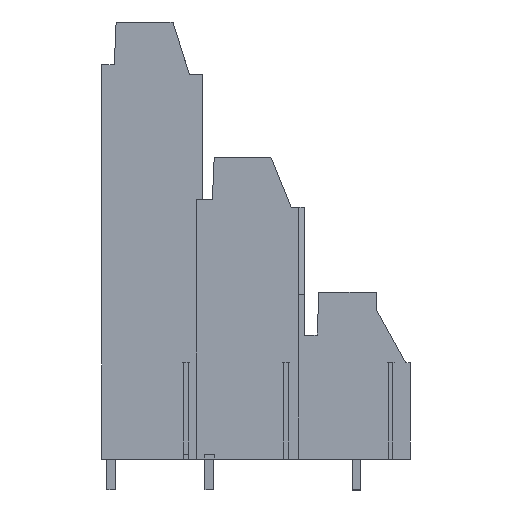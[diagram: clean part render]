
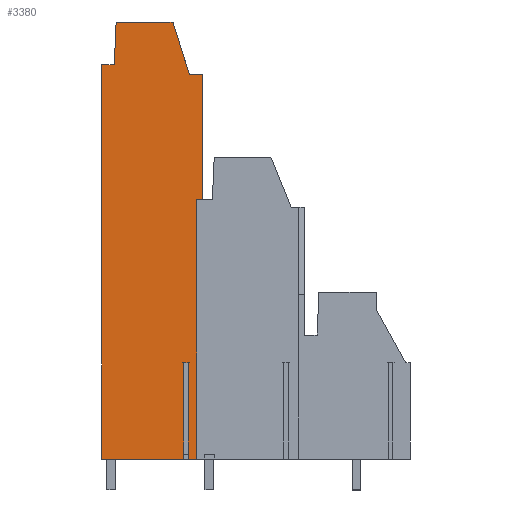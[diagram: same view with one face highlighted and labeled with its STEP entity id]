
A CAD part, left-side view. The second image highlights one B-rep face of the part: STEP entity #3380.
In plain terms, the highlighted planar face has unit normal (-1, 0, 0).
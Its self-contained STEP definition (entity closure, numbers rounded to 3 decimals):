
#3296=AXIS2_PLACEMENT_3D('Plane Axis2P3D',#3293,#3294,#3295) ;
#2388=CARTESIAN_POINT('Vertex',(2.54,22.131,3.2)) ;
#2391=CARTESIAN_POINT('Line Origine',(2.54,22.578,3.2)) ;
#2395=CARTESIAN_POINT('Vertex',(2.54,23.025,3.2)) ;
#2444=CARTESIAN_POINT('Vertex',(2.54,23.475,3.2)) ;
#2447=CARTESIAN_POINT('Line Origine',(2.54,27.738,3.2)) ;
#2451=CARTESIAN_POINT('Vertex',(2.54,32.,3.2)) ;
#3250=CARTESIAN_POINT('Vertex',(2.54,23.025,13.2)) ;
#3253=CARTESIAN_POINT('Line Origine',(2.54,23.25,13.2)) ;
#3257=CARTESIAN_POINT('Vertex',(2.54,23.475,13.2)) ;
#3281=CARTESIAN_POINT('Line Origine',(2.54,23.025,8.2)) ;
#3293=CARTESIAN_POINT('Axis2P3D Location',(2.54,21.84,31.2)) ;
#3298=CARTESIAN_POINT('Line Origine',(2.54,22.131,16.625)) ;
#3302=CARTESIAN_POINT('Vertex',(2.54,22.131,30.05)) ;
#3305=CARTESIAN_POINT('Line Origine',(2.54,21.811,30.05)) ;
#3309=CARTESIAN_POINT('Vertex',(2.54,21.49,30.05)) ;
#3312=CARTESIAN_POINT('Line Origine',(2.54,21.49,36.525)) ;
#3316=CARTESIAN_POINT('Vertex',(2.54,21.49,43.)) ;
#3319=CARTESIAN_POINT('Line Origine',(2.54,22.194,43.)) ;
#3323=CARTESIAN_POINT('Vertex',(2.54,22.898,43.)) ;
#3326=CARTESIAN_POINT('Line Origine',(2.54,23.745,45.735)) ;
#3330=CARTESIAN_POINT('Vertex',(2.54,24.592,48.47)) ;
#3333=CARTESIAN_POINT('Line Origine',(2.54,27.54,48.47)) ;
#3337=CARTESIAN_POINT('Vertex',(2.54,30.488,48.47)) ;
#3340=CARTESIAN_POINT('Line Origine',(2.54,30.584,46.26)) ;
#3344=CARTESIAN_POINT('Vertex',(2.54,30.681,44.05)) ;
#3347=CARTESIAN_POINT('Line Origine',(2.54,31.34,44.05)) ;
#3351=CARTESIAN_POINT('Vertex',(2.54,32.,44.05)) ;
#3354=CARTESIAN_POINT('Line Origine',(2.54,32.,23.625)) ;
#3359=CARTESIAN_POINT('Line Origine',(2.54,23.475,8.2)) ;
#2392=DIRECTION('Vector Direction',(0.,1.,0.)) ;
#2448=DIRECTION('Vector Direction',(0.,1.,0.)) ;
#3254=DIRECTION('Vector Direction',(0.,-1.,0.)) ;
#3282=DIRECTION('Vector Direction',(0.,0.,1.)) ;
#3294=DIRECTION('Axis2P3D Direction',(1.,0.,0.)) ;
#3295=DIRECTION('Axis2P3D XDirection',(0.,1.,0.)) ;
#3299=DIRECTION('Vector Direction',(0.,0.,-1.)) ;
#3306=DIRECTION('Vector Direction',(0.,1.,0.)) ;
#3313=DIRECTION('Vector Direction',(0.,0.,1.)) ;
#3320=DIRECTION('Vector Direction',(0.,-1.,0.)) ;
#3327=DIRECTION('Vector Direction',(0.,-0.296,-0.955)) ;
#3334=DIRECTION('Vector Direction',(0.,1.,0.)) ;
#3341=DIRECTION('Vector Direction',(0.,-0.044,0.999)) ;
#3348=DIRECTION('Vector Direction',(0.,-1.,0.)) ;
#3355=DIRECTION('Vector Direction',(0.,0.,1.)) ;
#3360=DIRECTION('Vector Direction',(0.,0.,1.)) ;
#2393=VECTOR('Line Direction',#2392,1.) ;
#2449=VECTOR('Line Direction',#2448,1.) ;
#3255=VECTOR('Line Direction',#3254,1.) ;
#3283=VECTOR('Line Direction',#3282,1.) ;
#3300=VECTOR('Line Direction',#3299,1.) ;
#3307=VECTOR('Line Direction',#3306,1.) ;
#3314=VECTOR('Line Direction',#3313,1.) ;
#3321=VECTOR('Line Direction',#3320,1.) ;
#3328=VECTOR('Line Direction',#3327,1.) ;
#3335=VECTOR('Line Direction',#3334,1.) ;
#3342=VECTOR('Line Direction',#3341,1.) ;
#3349=VECTOR('Line Direction',#3348,1.) ;
#3356=VECTOR('Line Direction',#3355,1.) ;
#3361=VECTOR('Line Direction',#3360,1.) ;
#3365=ORIENTED_EDGE('',*,*,#3304,.F.) ;
#3366=ORIENTED_EDGE('',*,*,#3311,.F.) ;
#3367=ORIENTED_EDGE('',*,*,#3318,.T.) ;
#3368=ORIENTED_EDGE('',*,*,#3325,.F.) ;
#3369=ORIENTED_EDGE('',*,*,#3332,.F.) ;
#3370=ORIENTED_EDGE('',*,*,#3339,.T.) ;
#3371=ORIENTED_EDGE('',*,*,#3346,.F.) ;
#3372=ORIENTED_EDGE('',*,*,#3353,.F.) ;
#3373=ORIENTED_EDGE('',*,*,#3358,.F.) ;
#3374=ORIENTED_EDGE('',*,*,#2453,.F.) ;
#3375=ORIENTED_EDGE('',*,*,#3363,.T.) ;
#3376=ORIENTED_EDGE('',*,*,#3259,.T.) ;
#3377=ORIENTED_EDGE('',*,*,#3285,.F.) ;
#3378=ORIENTED_EDGE('',*,*,#2397,.F.) ;
#3380=ADVANCED_FACE('housing',(#3379),#3297,.F.) ;
#2397=EDGE_CURVE('',#2389,#2396,#2394,.T.) ;
#2453=EDGE_CURVE('',#2445,#2452,#2450,.T.) ;
#3259=EDGE_CURVE('',#3258,#3251,#3256,.T.) ;
#3285=EDGE_CURVE('',#2396,#3251,#3284,.T.) ;
#3304=EDGE_CURVE('',#3303,#2389,#3301,.T.) ;
#3311=EDGE_CURVE('',#3310,#3303,#3308,.T.) ;
#3318=EDGE_CURVE('',#3310,#3317,#3315,.T.) ;
#3325=EDGE_CURVE('',#3324,#3317,#3322,.T.) ;
#3332=EDGE_CURVE('',#3331,#3324,#3329,.T.) ;
#3339=EDGE_CURVE('',#3331,#3338,#3336,.T.) ;
#3346=EDGE_CURVE('',#3345,#3338,#3343,.T.) ;
#3353=EDGE_CURVE('',#3352,#3345,#3350,.T.) ;
#3358=EDGE_CURVE('',#2452,#3352,#3357,.T.) ;
#3363=EDGE_CURVE('',#2445,#3258,#3362,.T.) ;
#3364=EDGE_LOOP('',(#3365,#3366,#3367,#3368,#3369,#3370,#3371,#3372,#3373,#3374,#3375,#3376,#3377,#3378)) ;
#3379=FACE_OUTER_BOUND('',#3364,.T.) ;
#2394=LINE('Line',#2391,#2393) ;
#2450=LINE('Line',#2447,#2449) ;
#3256=LINE('Line',#3253,#3255) ;
#3284=LINE('Line',#3281,#3283) ;
#3301=LINE('Line',#3298,#3300) ;
#3308=LINE('Line',#3305,#3307) ;
#3315=LINE('Line',#3312,#3314) ;
#3322=LINE('Line',#3319,#3321) ;
#3329=LINE('Line',#3326,#3328) ;
#3336=LINE('Line',#3333,#3335) ;
#3343=LINE('Line',#3340,#3342) ;
#3350=LINE('Line',#3347,#3349) ;
#3357=LINE('Line',#3354,#3356) ;
#3362=LINE('Line',#3359,#3361) ;
#3297=PLANE('',#3296) ;
#2389=VERTEX_POINT('',#2388) ;
#2396=VERTEX_POINT('',#2395) ;
#2445=VERTEX_POINT('',#2444) ;
#2452=VERTEX_POINT('',#2451) ;
#3251=VERTEX_POINT('',#3250) ;
#3258=VERTEX_POINT('',#3257) ;
#3303=VERTEX_POINT('',#3302) ;
#3310=VERTEX_POINT('',#3309) ;
#3317=VERTEX_POINT('',#3316) ;
#3324=VERTEX_POINT('',#3323) ;
#3331=VERTEX_POINT('',#3330) ;
#3338=VERTEX_POINT('',#3337) ;
#3345=VERTEX_POINT('',#3344) ;
#3352=VERTEX_POINT('',#3351) ;
